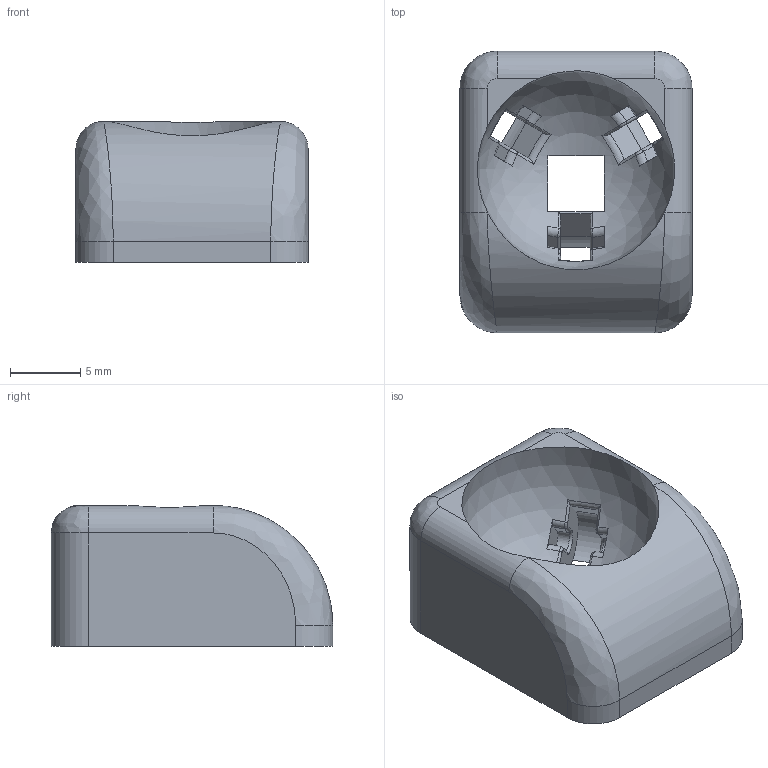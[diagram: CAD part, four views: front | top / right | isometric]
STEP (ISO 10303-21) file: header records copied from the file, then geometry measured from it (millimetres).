
FILE_DESCRIPTION(/* description */ (''),/* implementation_level */ '2;1');
FILE_NAME(/* name */ 'TrackBall14mm.step',/* time_stamp */ '2025-12-23T18:59:24+09:00',/* author */ (''),/* organization */ (''),/* preprocessor_version */ 'ST-DEVELOPER v20.1',/* originating_system */ 'Autodesk Translation Framework v14.21.0.0',/* authorisation */ '');
FILE_SCHEMA (('AUTOMOTIVE_DESIGN { 1 0 10303 214 3 1 1 }'));
Length unit declared in the file: millimetre
Products named in the file (2): TrackBall14mm; 14mmCase
Assembly tree (1 placements, depth 2):
  TrackBall14mm
    14mmCase
Bounding box: 16.5 x 20 x 10.02 mm (x, y, z)
Volume: 1789.2 mm3; surface area: 1607.5 mm2
Topology: 1 solids, 1 shells, 155 faces, 406 edges, 256 vertices
Faces by surface type: plane 71, torus 35, cylinder 32, bspline 16, sphere 1
Entity records: 5577 total; most frequent: CARTESIAN_POINT 1780, ORIENTED_EDGE 812, DIRECTION 756, EDGE_CURVE 406, AXIS2_PLACEMENT_3D 287, VERTEX_POINT 256, LINE 182, VECTOR 182
